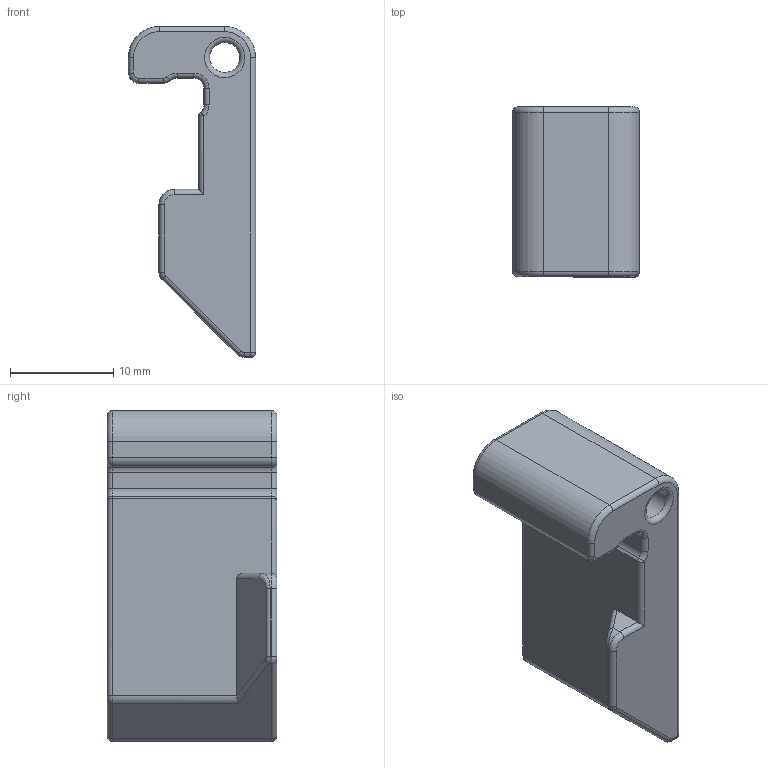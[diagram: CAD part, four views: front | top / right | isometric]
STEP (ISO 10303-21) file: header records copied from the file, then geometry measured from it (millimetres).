
FILE_DESCRIPTION(/* description */ (''),/* implementation_level */ '2;1');
FILE_NAME(/* name */ 'TinyNES_Cart_Latch_Lever_Right.step',/* time_stamp */ '2022-03-12T18:01:59-05:00',/* author */ (''),/* organization */ (''),/* preprocessor_version */ 'ST-DEVELOPER v18.1',/* originating_system */ 'Autodesk Translation Framework v10.13.0.1454',/* authorisation */ '');
FILE_SCHEMA (('AUTOMOTIVE_DESIGN { 1 0 10303 214 3 1 1 }'));
Length unit declared in the file: millimetre
Products named in the file (1): TinyNES_Cart_Latch_Lever_Right
Bounding box: 12.3 x 16.4 x 32 mm (x, y, z)
Volume: 3233.5 mm3; surface area: 1935.8 mm2
Topology: 1 solids, 1 shells, 78 faces, 179 edges, 103 vertices
Faces by surface type: cylinder 38, plane 15, torus 13, bspline 10, sphere 2
Full cylindrical faces by diameter (mm): 2.9 x1
Entity records: 2303 total; most frequent: CARTESIAN_POINT 475, DIRECTION 417, ORIENTED_EDGE 358, EDGE_CURVE 179, AXIS2_PLACEMENT_3D 170, VERTEX_POINT 103, CIRCLE 92, EDGE_LOOP 80
